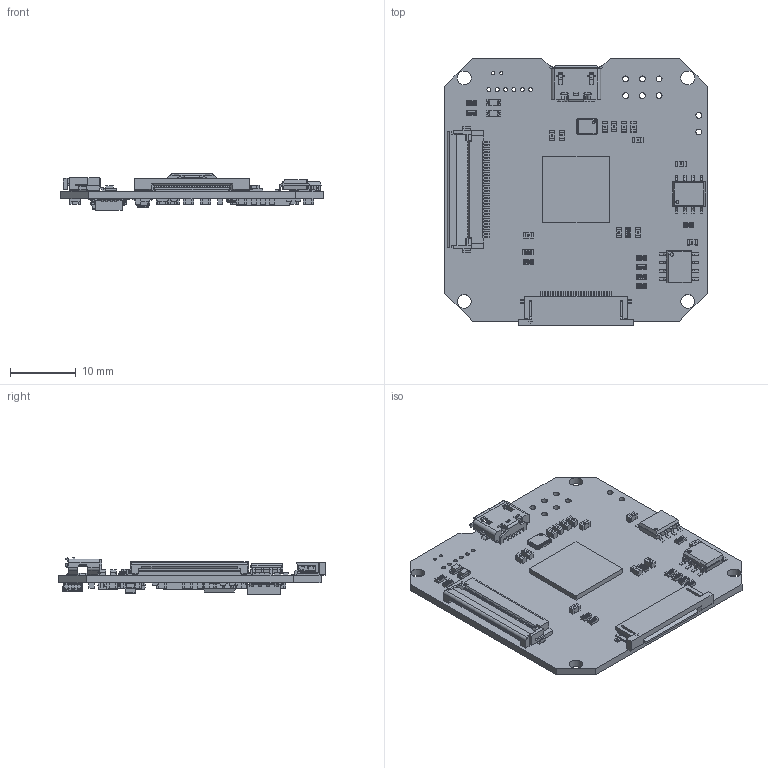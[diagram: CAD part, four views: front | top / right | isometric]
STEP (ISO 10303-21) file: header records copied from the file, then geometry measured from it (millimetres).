
FILE_DESCRIPTION(('Open CASCADE Model'),'2;1');
FILE_NAME('Open CASCADE Shape Model','2022-08-26T16:10:02',('Author'),( 'Open CASCADE'),'Open CASCADE STEP processor 6.8','Open CASCADE 6.8' ,'Unknown');
FILE_SCHEMA(('AUTOMOTIVE_DESIGN { 1 0 10303 214 1 1 1 1 }'));
Length unit declared in the file: millimetre
Products named in the file (123): PCB; Board; Open CASCADE STEP translator 6.8 1.1.1; U2; 6398267664; Extruded; R15; 5266497280; R14; 5266496000; U12; 5266496880; U11; 5266497040; R23; R22; R21; 5266496240; R20; C50; 5266497200; C49; 5266495520; C48; 5266496720; C47; C46; C45; 5266497360; C44; C43; C42; C31; C26; C23; C8; C40; C39; C38; R11 ...
Assembly tree (177 placements, depth 4):
  PCB
    Board
      Open CASCADE STEP translator 6.8 1.1.1
    U2
      6398267664
        Extruded
    R15
      5266497280
    R14
      5266496000
    U12
      5266496880
    U11
      5266497040
    R23
      5266496000
    R22
      5266496000
    R21
      5266496240
    R20
      5266496000
    C50
      5266497200
    C49
      5266495520
    C48
      5266496720
    C47
      5266495520
    C46
      5266496720
    C45
      5266497360
    C44
      5266497360
    C43
      5266497200
    C42
      5266497360
    C31
      5266497200
    C26
      5266497360
    C23
      5266497200
    C8
      5266497200
    C40
      5266497200
    C39
      5266495520
    C38
      5266497200
    R11
      5266496000
    U7
      5266496320
    C25
      5266497200
Bounding box: 40 x 40.7 x 5.6 mm (x, y, z)
Volume: 2397.3 mm3; surface area: 5975.3 mm2
Topology: 167 solids, 167 shells, 7676 faces, 20285 edges, 12930 vertices
Faces by surface type: plane 4203, cylinder 1444, bspline 1320, sphere 352, extrusion 351, torus 6
Full cylindrical faces by diameter (mm): 0.199 x1, 0.225 x1, 0.5 x2, 0.6 x8, 0.9 x8, 2.1 x4
Entity records: 182221 total; most frequent: CARTESIAN_POINT 57627, ORIENTED_EDGE 24378, DIRECTION 21444, EDGE_CURVE 12189, VECTOR 9666, LINE 9621, VERTEX_POINT 7918, AXIS2_PLACEMENT_3D 5889
